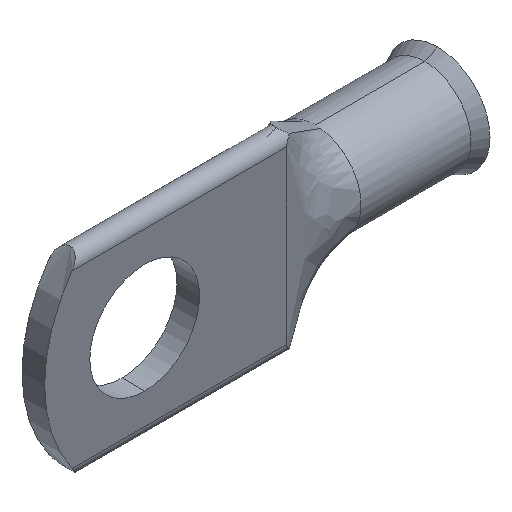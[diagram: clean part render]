
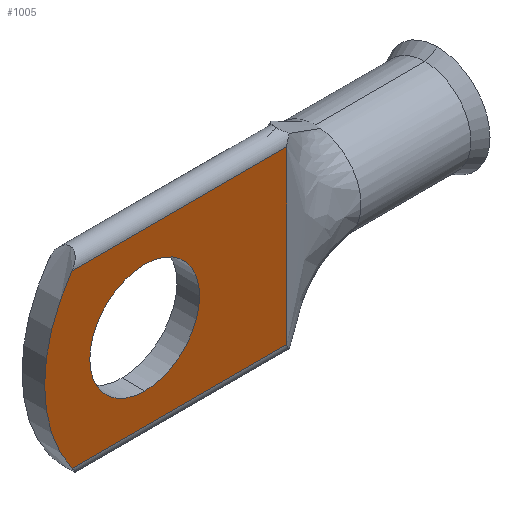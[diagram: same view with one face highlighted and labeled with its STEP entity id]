
A CAD part, isometric view. The second image highlights one B-rep face of the part: STEP entity #1005.
In plain terms, the highlighted planar face has unit normal (0, -1, 0).
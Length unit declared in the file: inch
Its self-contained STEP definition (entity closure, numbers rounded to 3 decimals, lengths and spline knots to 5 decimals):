
#50 = DIRECTION ( 'NONE',  ( 0., 0., -1. ) ) ;
#200 = ORIENTED_EDGE ( 'NONE', *, *, #821, .F. ) ;
#202 = CARTESIAN_POINT ( 'NONE',  ( 0.07878, -0.035, 0. ) ) ;
#250 = EDGE_CURVE ( 'NONE', #2360, #465, #1688, .T. ) ;
#262 = ORIENTED_EDGE ( 'NONE', *, *, #250, .T. ) ;
#267 = CARTESIAN_POINT ( 'NONE',  ( -0.065, -0.035, 0.17 ) ) ;
#274 = AXIS2_PLACEMENT_3D ( 'NONE', #558, #762, #2457 ) ;
#290 = CARTESIAN_POINT ( 'NONE',  ( 0.07878, -0.035, 0. ) ) ;
#294 = DIRECTION ( 'NONE',  ( 0., -1., 0. ) ) ;
#305 = CARTESIAN_POINT ( 'NONE',  ( 0.375, -0.035, 0.265 ) ) ;
#380 = FACE_OUTER_BOUND ( 'NONE', #1913, .T. ) ;
#465 = VERTEX_POINT ( 'NONE', #1568 ) ;
#558 = CARTESIAN_POINT ( 'NONE',  ( -0.065, -0.035, 0. ) ) ;
#621 = PLANE ( 'NONE',  #1845 ) ;
#633 = DIRECTION ( 'NONE',  ( 0., 0., 1. ) ) ;
#663 = ORIENTED_EDGE ( 'NONE', *, *, #1542, .T. ) ;
#724 = ORIENTED_EDGE ( 'NONE', *, *, #2046, .F. ) ;
#762 = DIRECTION ( 'NONE',  ( 0., -1., 0. ) ) ;
#808 = LINE ( 'NONE', #2345, #1035 ) ;
#821 = EDGE_CURVE ( 'NONE', #2566, #906, #1981, .T. ) ;
#906 = VERTEX_POINT ( 'NONE', #267 ) ;
#1005 = ADVANCED_FACE ( 'NONE', ( #1081, #380 ), #621, .T. ) ;
#1020 = CARTESIAN_POINT ( 'NONE',  ( -0.28958, -0.035, -0.265 ) ) ;
#1035 = VECTOR ( 'NONE', #633, 39.37008 ) ;
#1056 = EDGE_CURVE ( 'NONE', #465, #2712, #1306, .T. ) ;
#1081 = FACE_BOUND ( 'NONE', #2190, .T. ) ;
#1221 = VECTOR ( 'NONE', #1916, 39.37008 ) ;
#1306 = CIRCLE ( 'NONE', #1801, 0.45378 ) ;
#1350 = CARTESIAN_POINT ( 'NONE',  ( -0.065, -0.035, -0.17 ) ) ;
#1367 = CARTESIAN_POINT ( 'NONE',  ( -0.065, -0.035, 0. ) ) ;
#1405 = DIRECTION ( 'NONE',  ( 0., 0., -1. ) ) ;
#1441 = DIRECTION ( 'NONE',  ( 0., -1., 0. ) ) ;
#1483 = CIRCLE ( 'NONE', #274, 0.17 ) ;
#1527 = AXIS2_PLACEMENT_3D ( 'NONE', #1367, #294, #1405 ) ;
#1542 = EDGE_CURVE ( 'NONE', #2580, #2360, #808, .T. ) ;
#1568 = CARTESIAN_POINT ( 'NONE',  ( -0.28958, -0.035, 0.265 ) ) ;
#1593 = CARTESIAN_POINT ( 'NONE',  ( 0.375, -0.035, -0.265 ) ) ;
#1688 = LINE ( 'NONE', #2329, #1221 ) ;
#1722 = DIRECTION ( 'NONE',  ( 0., -1., 0. ) ) ;
#1800 = LINE ( 'NONE', #2213, #2373 ) ;
#1801 = AXIS2_PLACEMENT_3D ( 'NONE', #290, #1722, #50 ) ;
#1845 = AXIS2_PLACEMENT_3D ( 'NONE', #202, #1441, #2348 ) ;
#1913 = EDGE_LOOP ( 'NONE', ( #2650, #1919, #663, #262 ) ) ;
#1916 = DIRECTION ( 'NONE',  ( -1., 0., 0. ) ) ;
#1919 = ORIENTED_EDGE ( 'NONE', *, *, #2571, .T. ) ;
#1981 = CIRCLE ( 'NONE', #1527, 0.17 ) ;
#2046 = EDGE_CURVE ( 'NONE', #906, #2566, #1483, .T. ) ;
#2190 = EDGE_LOOP ( 'NONE', ( #724, #200 ) ) ;
#2213 = CARTESIAN_POINT ( 'NONE',  ( 0.07878, -0.035, -0.265 ) ) ;
#2329 = CARTESIAN_POINT ( 'NONE',  ( -0.28958, -0.035, 0.265 ) ) ;
#2345 = CARTESIAN_POINT ( 'NONE',  ( 0.375, -0.035, 0. ) ) ;
#2348 = DIRECTION ( 'NONE',  ( 0., 0., -1. ) ) ;
#2360 = VERTEX_POINT ( 'NONE', #305 ) ;
#2373 = VECTOR ( 'NONE', #2655, 39.37008 ) ;
#2457 = DIRECTION ( 'NONE',  ( 0., 0., -1. ) ) ;
#2566 = VERTEX_POINT ( 'NONE', #1350 ) ;
#2571 = EDGE_CURVE ( 'NONE', #2712, #2580, #1800, .T. ) ;
#2580 = VERTEX_POINT ( 'NONE', #1593 ) ;
#2650 = ORIENTED_EDGE ( 'NONE', *, *, #1056, .T. ) ;
#2655 = DIRECTION ( 'NONE',  ( 1., 0., 0. ) ) ;
#2712 = VERTEX_POINT ( 'NONE', #1020 ) ;
